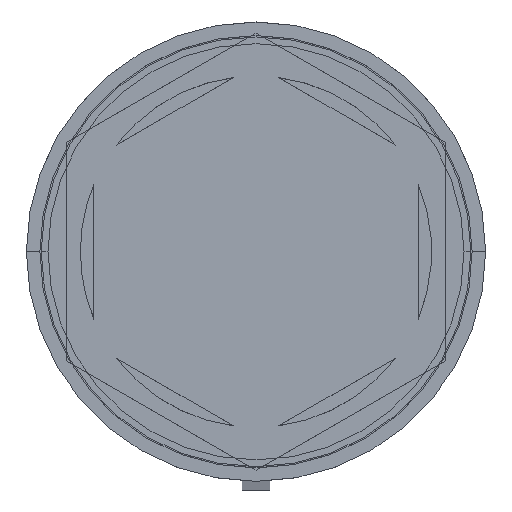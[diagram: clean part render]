
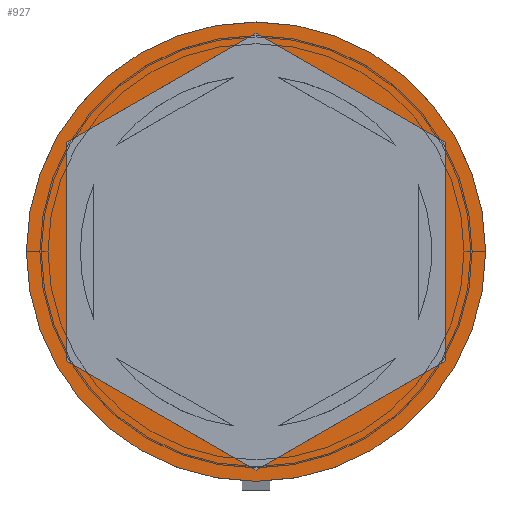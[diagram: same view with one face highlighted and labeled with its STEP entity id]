
A CAD part, top view. The second image highlights one B-rep face of the part: STEP entity #927.
In plain terms, the highlighted planar face has unit normal (0, 0, 1).
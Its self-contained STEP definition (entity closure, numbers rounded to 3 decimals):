
#8 = ORIENTED_EDGE ( 'NONE', *, *, #1574, .F. ) ;
#34 = DIRECTION ( 'NONE',  ( 1., 0., 0. ) ) ;
#63 = CARTESIAN_POINT ( 'NONE',  ( -7., -4.041, 0. ) ) ;
#67 = ORIENTED_EDGE ( 'NONE', *, *, #283, .F. ) ;
#77 = ORIENTED_EDGE ( 'NONE', *, *, #1974, .T. ) ;
#109 = DIRECTION ( 'NONE',  ( 0., 0., 1. ) ) ;
#135 = DIRECTION ( 'NONE',  ( 1., 0., 0. ) ) ;
#173 = CIRCLE ( 'NONE', #1102, 8.5 ) ;
#181 = CARTESIAN_POINT ( 'NONE',  ( 7., -4.041, 0. ) ) ;
#283 = EDGE_CURVE ( 'NONE', #617, #1005, #1165, .T. ) ;
#311 = DIRECTION ( 'NONE',  ( 0., 0., 1. ) ) ;
#468 = VERTEX_POINT ( 'NONE', #2152 ) ;
#597 = CARTESIAN_POINT ( 'NONE',  ( 7., 4.041, 0. ) ) ;
#617 = VERTEX_POINT ( 'NONE', #2115 ) ;
#622 = VERTEX_POINT ( 'NONE', #2291 ) ;
#650 = DIRECTION ( 'NONE',  ( 0., 1., 0. ) ) ;
#694 = ORIENTED_EDGE ( 'NONE', *, *, #1008, .F. ) ;
#749 = EDGE_CURVE ( 'NONE', #468, #2341, #1322, .T. ) ;
#770 = DIRECTION ( 'NONE',  ( 0.866, 0.5, 0. ) ) ;
#788 = CARTESIAN_POINT ( 'NONE',  ( 0., 8.083, 0. ) ) ;
#816 = VERTEX_POINT ( 'NONE', #1660 ) ;
#831 = VECTOR ( 'NONE', #1320, 1000. ) ;
#889 = EDGE_CURVE ( 'NONE', #1058, #816, #2317, .T. ) ;
#927 = ADVANCED_FACE ( 'NONE', ( #1423, #1780 ), #1602, .T. ) ;
#979 = VECTOR ( 'NONE', #1667, 1000. ) ;
#1005 = VERTEX_POINT ( 'NONE', #2232 ) ;
#1008 = EDGE_CURVE ( 'NONE', #816, #1260, #2266, .T. ) ;
#1012 = DIRECTION ( 'NONE',  ( 0., -1., 0. ) ) ;
#1054 = DIRECTION ( 'NONE',  ( 1., 0., 0. ) ) ;
#1058 = VERTEX_POINT ( 'NONE', #1208 ) ;
#1102 = AXIS2_PLACEMENT_3D ( 'NONE', #2373, #1256, #1054 ) ;
#1165 = LINE ( 'NONE', #1381, #2052 ) ;
#1208 = CARTESIAN_POINT ( 'NONE',  ( 7., -4.041, 0. ) ) ;
#1220 = LINE ( 'NONE', #63, #2383 ) ;
#1222 = ORIENTED_EDGE ( 'NONE', *, *, #2249, .F. ) ;
#1234 = CARTESIAN_POINT ( 'NONE',  ( 0., 8.083, 0. ) ) ;
#1256 = DIRECTION ( 'NONE',  ( 0., 0., 1. ) ) ;
#1260 = VERTEX_POINT ( 'NONE', #1234 ) ;
#1308 = CARTESIAN_POINT ( 'NONE',  ( 0., -8.083, 0. ) ) ;
#1320 = DIRECTION ( 'NONE',  ( -0.866, -0.5, 0. ) ) ;
#1322 = CIRCLE ( 'NONE', #1447, 8.5 ) ;
#1355 = DIRECTION ( 'NONE',  ( 0.866, -0.5, 0. ) ) ;
#1381 = CARTESIAN_POINT ( 'NONE',  ( -7., 4.041, 0. ) ) ;
#1401 = ORIENTED_EDGE ( 'NONE', *, *, #749, .T. ) ;
#1423 = FACE_BOUND ( 'NONE', #1945, .T. ) ;
#1447 = AXIS2_PLACEMENT_3D ( 'NONE', #2031, #109, #135 ) ;
#1574 = EDGE_CURVE ( 'NONE', #1005, #622, #1220, .T. ) ;
#1601 = VECTOR ( 'NONE', #650, 1000. ) ;
#1602 = PLANE ( 'NONE',  #1748 ) ;
#1660 = CARTESIAN_POINT ( 'NONE',  ( 7., 4.041, 0. ) ) ;
#1667 = DIRECTION ( 'NONE',  ( -0.866, 0.5, 0. ) ) ;
#1726 = CARTESIAN_POINT ( 'NONE',  ( 8.5, 0., 0. ) ) ;
#1748 = AXIS2_PLACEMENT_3D ( 'NONE', #2160, #311, #34 ) ;
#1780 = FACE_OUTER_BOUND ( 'NONE', #2233, .T. ) ;
#1820 = ORIENTED_EDGE ( 'NONE', *, *, #889, .F. ) ;
#1857 = LINE ( 'NONE', #1308, #2231 ) ;
#1945 = EDGE_LOOP ( 'NONE', ( #694, #1820, #2221, #8, #67, #1222 ) ) ;
#1974 = EDGE_CURVE ( 'NONE', #2341, #468, #173, .T. ) ;
#2031 = CARTESIAN_POINT ( 'NONE',  ( 0., 0., 0. ) ) ;
#2045 = LINE ( 'NONE', #788, #831 ) ;
#2052 = VECTOR ( 'NONE', #1012, 1000. ) ;
#2115 = CARTESIAN_POINT ( 'NONE',  ( -7., 4.041, 0. ) ) ;
#2152 = CARTESIAN_POINT ( 'NONE',  ( -8.5, 0., 0. ) ) ;
#2160 = CARTESIAN_POINT ( 'NONE',  ( 0., 0., 0. ) ) ;
#2221 = ORIENTED_EDGE ( 'NONE', *, *, #2240, .F. ) ;
#2231 = VECTOR ( 'NONE', #770, 1000. ) ;
#2232 = CARTESIAN_POINT ( 'NONE',  ( -7., -4.041, 0. ) ) ;
#2233 = EDGE_LOOP ( 'NONE', ( #77, #1401 ) ) ;
#2240 = EDGE_CURVE ( 'NONE', #622, #1058, #1857, .T. ) ;
#2249 = EDGE_CURVE ( 'NONE', #1260, #617, #2045, .T. ) ;
#2266 = LINE ( 'NONE', #597, #979 ) ;
#2291 = CARTESIAN_POINT ( 'NONE',  ( 0., -8.083, 0. ) ) ;
#2317 = LINE ( 'NONE', #181, #1601 ) ;
#2341 = VERTEX_POINT ( 'NONE', #1726 ) ;
#2373 = CARTESIAN_POINT ( 'NONE',  ( 0., 0., 0. ) ) ;
#2383 = VECTOR ( 'NONE', #1355, 1000. ) ;
